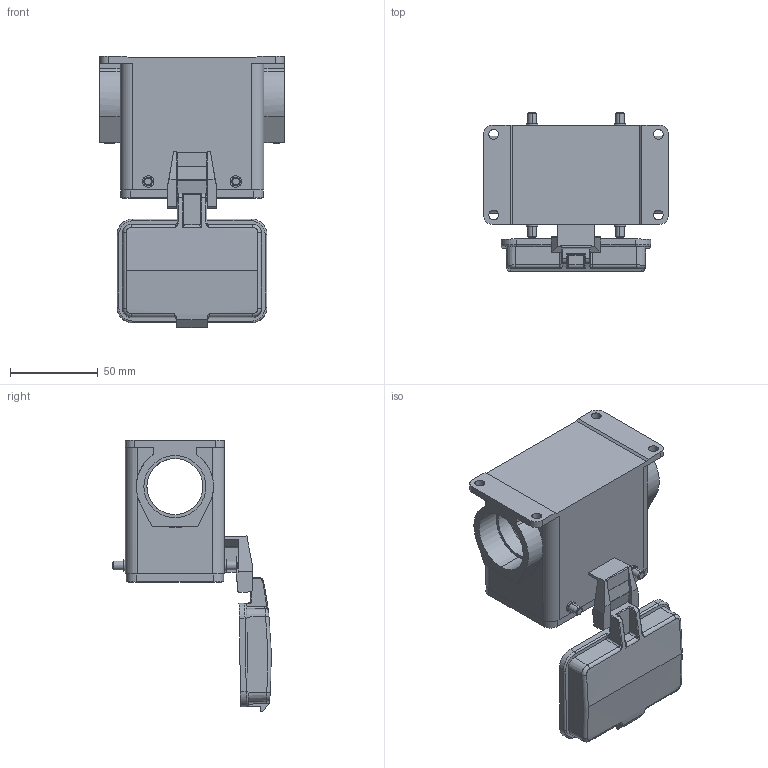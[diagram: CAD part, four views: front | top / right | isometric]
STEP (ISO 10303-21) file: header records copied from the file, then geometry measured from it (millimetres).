
FILE_DESCRIPTION(/* description */ (''),/* implementation_level */ '2;1');
FILE_NAME(/* name */ '3D_1100322701032_H32A-SF-4B-CV-2PG29_V1.1.stp',/* time_stamp */ '2023-12-11T10:42:44+08:00',/* author */ (''),/* organization */ (''),/* preprocessor_version */ 'ST-DEVELOPER v18.1',/* originating_system */ 'SIEMENS PLM Software NX 1980',/* authorisation */ '');
FILE_SCHEMA (('AUTOMOTIVE_DESIGN { 1 0 10303 214 3 1 1 1 }'));
Length unit declared in the file: millimetre
Products named in the file (1): 3D_1100322701003_H32A-SF-4B-CV-M25_V1.0_stp
Bounding box: 105.5 x 90.56 x 154.99 mm (x, y, z)
Volume: 149886.4 mm3; surface area: 80990.7 mm2
Topology: 1 solids, 3 shells, 612 faces, 1590 edges, 1010 vertices
Faces by surface type: plane 286, cylinder 247, torus 42, cone 20, bspline 9, sphere 8
Full cylindrical faces by diameter (mm): 32 x1
Entity records: 19557 total; most frequent: CARTESIAN_POINT 4734, ORIENTED_EDGE 3164, DIRECTION 3019, EDGE_CURVE 1582, AXIS2_PLACEMENT_3D 1088, VERTEX_POINT 1010, LINE 843, VECTOR 843
